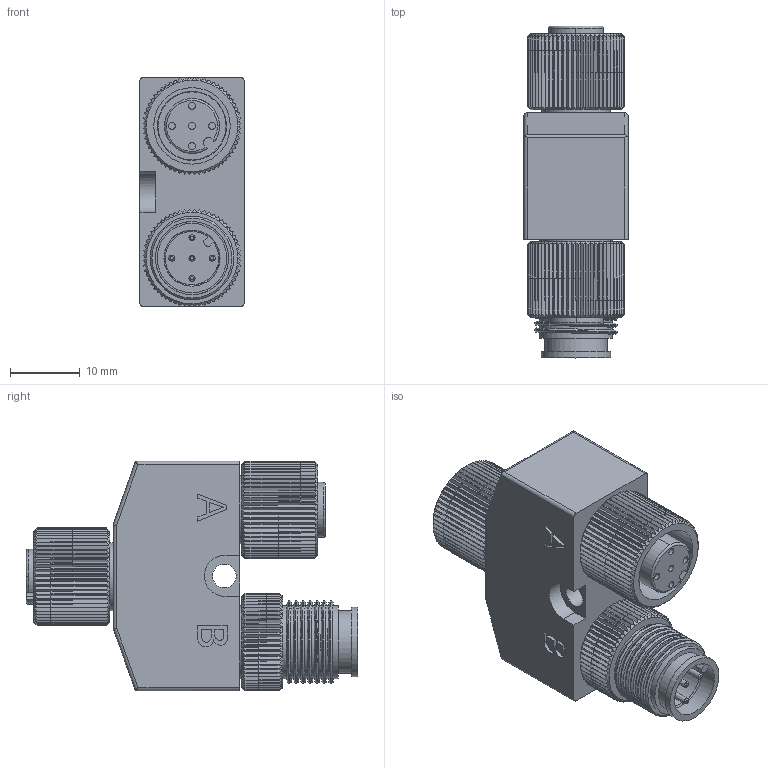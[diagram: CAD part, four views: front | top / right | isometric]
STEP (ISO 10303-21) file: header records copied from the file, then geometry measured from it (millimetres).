
FILE_DESCRIPTION(/* description */ (''),/* implementation_level */ '2;1');
FILE_NAME(/* name */ '3D_SSFXC58.stp',/* time_stamp */ '2024-02-27T08:30:02+01:00',/* author */ (''),/* organization */ (''),/* preprocessor_version */ 'ST-DEVELOPER v16.7',/* originating_system */ 'SIEMENS PLM Software NX 12.0',/* authorisation */ '');
FILE_SCHEMA (('AUTOMOTIVE_DESIGN { 1 0 10303 214 3 1 1 1 }'));
Products named in the file (1): Rugg87004DBCi5gj
Bounding box: 15 x 47.71 x 33.05 mm (x, y, z)
Surface area: 7622.9 mm2 (no closed solid volume)
Topology: 0 solids, 15 shells, 1459 faces, 4771 edges, 3178 vertices
Faces by surface type: plane 996, cylinder 422, cone 28, torus 13
Full cylindrical faces by diameter (mm): 0.87 x5, 1 x13, 3.4 x1, 8.075 x1, 9.025 x1, 9.8 x2, 9.975 x1, 10.5 x8, 11 x2, 12 x7
Entity records: 51060 total; most frequent: CARTESIAN_POINT 10943, ORIENTED_EDGE 8620, DIRECTION 7902, EDGE_CURVE 4773, VERTEX_POINT 3180, LINE 3112, VECTOR 3112, AXIS2_PLACEMENT_3D 2395
